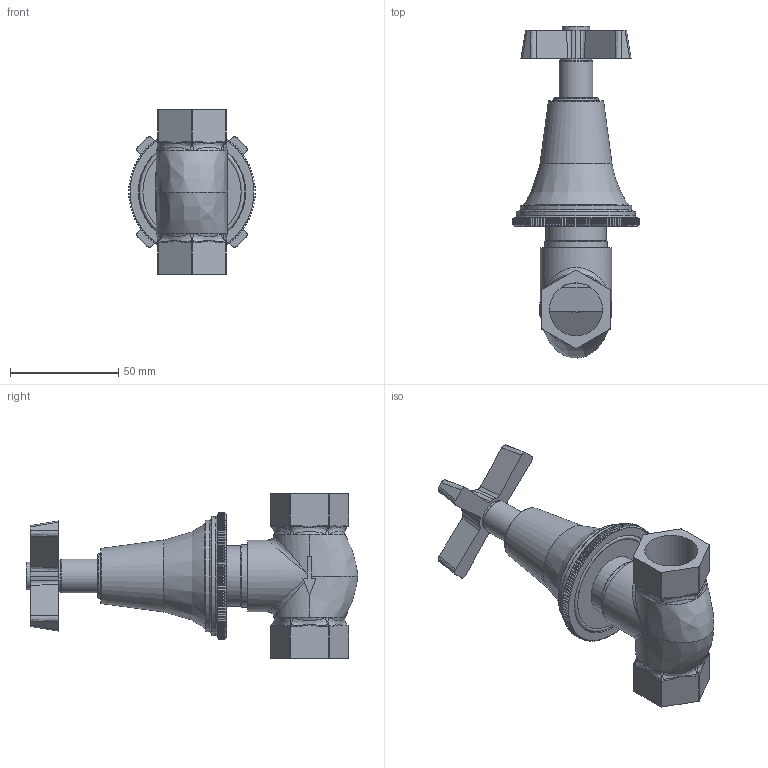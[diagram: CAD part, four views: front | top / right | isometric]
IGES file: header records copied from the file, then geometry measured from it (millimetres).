
Global section: file name: No Iges File Name specified; native system: Autodesk Inventor 2012; preprocessor: AutoDesk Inventor Iges Exporter R2012; author: adaniels; date: 20120917.102513; units: millimetre
Bounding box: 58.49 x 153.62 x 76.2 mm (x, y, z)
Volume: 121422.9 mm3; surface area: 62189.5 mm2
Topology: 17 solids, 17 shells, 1330 faces, 3141 edges, 1869 vertices
Faces by surface type: plane 580, cylinder 297, cone 259, bspline 81, revolution 76, torus 37
Full cylindrical faces by diameter (mm): 4 x1, 5.8 x1, 7 x1, 8 x1, 8.85 x1, 9.1 x1, 11.25 x2, 11.998 x1, 12.05 x3, 12.7 x1, 14.8 x1, 15.6 x4, 15.99 x3, 20.5 x1, 21.1 x1, 22.5 x1, 23.85 x1, 24 x1, 24.2 x1, 26.44 x1, 28 x1, 28.85 x1, 33 x1, 45.5 x1, 48.98 x1, 51.7 x1, 55.1 x1
